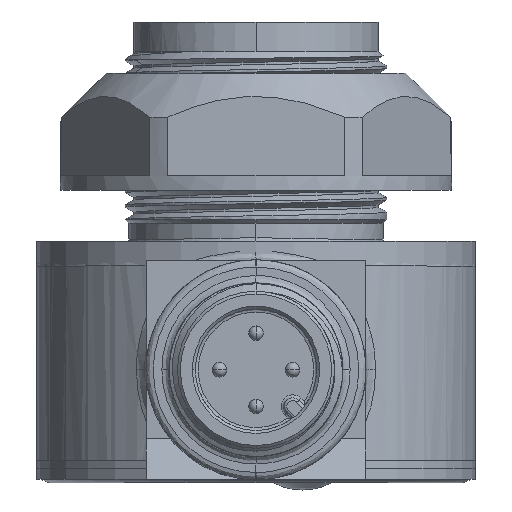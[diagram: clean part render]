
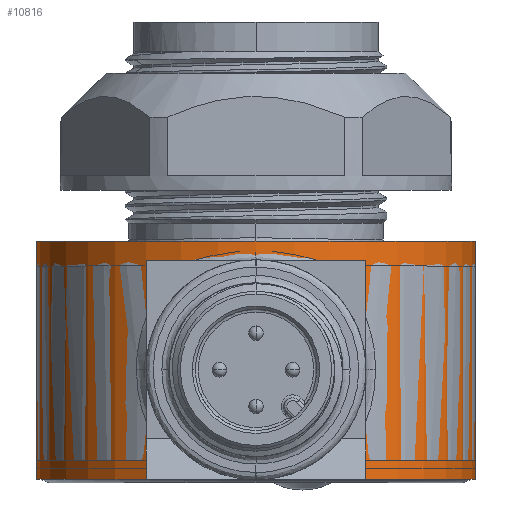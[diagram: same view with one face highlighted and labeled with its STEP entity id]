
A CAD part, front view. The second image highlights one B-rep face of the part: STEP entity #10816.
In plain terms, the highlighted cylindrical face has radius 15 mm (diameter 30 mm), a partial arc.
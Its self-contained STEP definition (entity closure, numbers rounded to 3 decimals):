
#10775=CARTESIAN_POINT('',(0.,0.,15.));
#10776=DIRECTION('',(0.,0.,1.));
#10777=DIRECTION('',(-1.,0.,0.));
#10778=AXIS2_PLACEMENT_3D('',#10775,#10776,#10777);
#10780=DIRECTION('',(0.,0.,-1.));
#10781=VECTOR('',#10780,16.28);
#10782=CARTESIAN_POINT('',(15.,0.,15.));
#10783=LINE('',#10782,#10781);
#10784=CARTESIAN_POINT('',(0.,0.,-1.28));
#10785=DIRECTION('',(0.,0.,-1.));
#10786=DIRECTION('',(1.,0.,0.));
#10787=AXIS2_PLACEMENT_3D('',#10784,#10785,#10786);
#10789=DIRECTION('',(0.,0.,1.));
#10790=VECTOR('',#10789,16.28);
#10791=CARTESIAN_POINT('',(-15.,0.,-1.28));
#10792=LINE('',#10791,#10790);
#10793=CARTESIAN_POINT('',(15.,0.,15.));
#10794=CARTESIAN_POINT('',(-15.,0.,15.));
#10795=VERTEX_POINT('',#10793);
#10796=VERTEX_POINT('',#10794);
#10797=CARTESIAN_POINT('',(15.,0.,-1.28));
#10798=CARTESIAN_POINT('',(-15.,0.,-1.28));
#10799=VERTEX_POINT('',#10797);
#10800=VERTEX_POINT('',#10798);
#10801=CARTESIAN_POINT('',(0.,0.,15.));
#10802=DIRECTION('',(0.,0.,-1.));
#10803=DIRECTION('',(-1.,0.,0.));
#10804=AXIS2_PLACEMENT_3D('',#10801,#10802,#10803);
#10805=CYLINDRICAL_SURFACE('',#10804,15.);
#10807=ORIENTED_EDGE('',*,*,#10806,.T.);
#10809=ORIENTED_EDGE('',*,*,#10808,.T.);
#10811=ORIENTED_EDGE('',*,*,#10810,.T.);
#10813=ORIENTED_EDGE('',*,*,#10812,.T.);
#10814=EDGE_LOOP('',(#10807,#10809,#10811,#10813));
#10815=FACE_OUTER_BOUND('',#10814,.F.);
#10816=ADVANCED_FACE('',(#10815),#10805,.T.);
#10779=CIRCLE('',#10778,15.);
#10788=CIRCLE('',#10787,15.);
#10806=EDGE_CURVE('',#10796,#10795,#10779,.T.);
#10808=EDGE_CURVE('',#10795,#10799,#10783,.T.);
#10810=EDGE_CURVE('',#10799,#10800,#10788,.T.);
#10812=EDGE_CURVE('',#10800,#10796,#10792,.T.);
